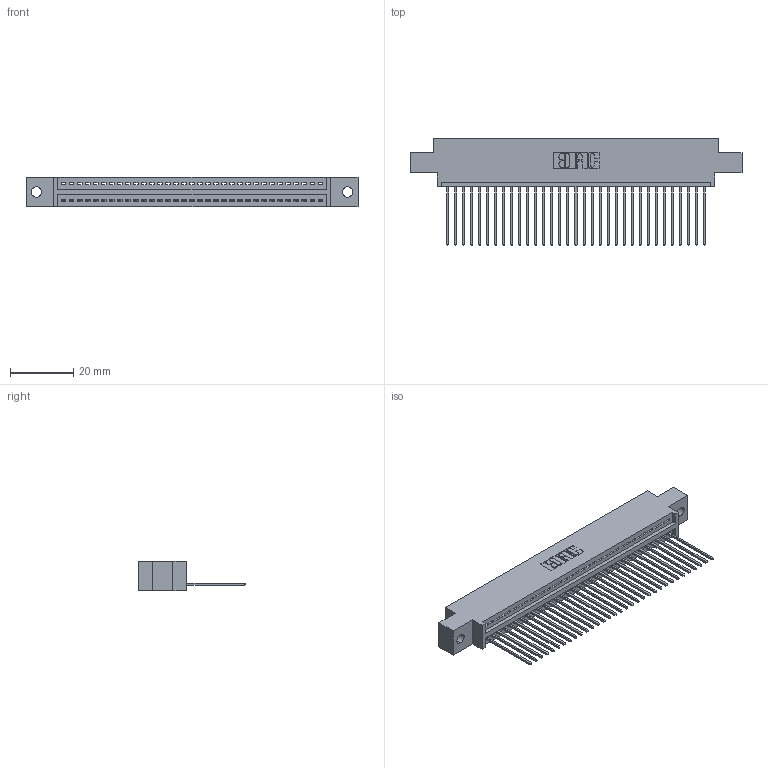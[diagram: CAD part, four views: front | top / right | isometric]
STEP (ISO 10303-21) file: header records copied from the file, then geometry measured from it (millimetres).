
FILE_DESCRIPTION (( 'STEP AP203' ), '1' );
FILE_NAME ('395-033-541-602.STEP', '2019-10-19T16:08:01', ( '' ), ( '' ), 'SwSTEP 2.0', 'SolidWorks 2016', '' );
FILE_SCHEMA (( 'CONFIG_CONTROL_DESIGN' ));
Length unit declared in the file: inch
Products named in the file (3): 345-292-001_345-293-141; 345 Part_0.170 Offset - 0.128 Dia; 395-033-541-602
Assembly tree (34 placements, depth 2):
  395-033-541-602
    345 Part_0.170 Offset - 0.128 Dia
    345-292-001_345-293-141  x33
Bounding box: 105.03 x 33.96 x 9.4 mm (x, y, z)
Volume: 9860.9 mm3; surface area: 13477.7 mm2
Topology: 34 solids, 34 shells, 2044 faces, 6161 edges, 4062 vertices
Faces by surface type: plane 1404, cylinder 640
Entity records: 26201 total; most frequent: CARTESIAN_POINT 4547, ORIENTED_EDGE 4514, DIRECTION 3983, EDGE_CURVE 2257, VECTOR 1993, LINE 1993, VERTEX_POINT 1502, AXIS2_PLACEMENT_3D 995
